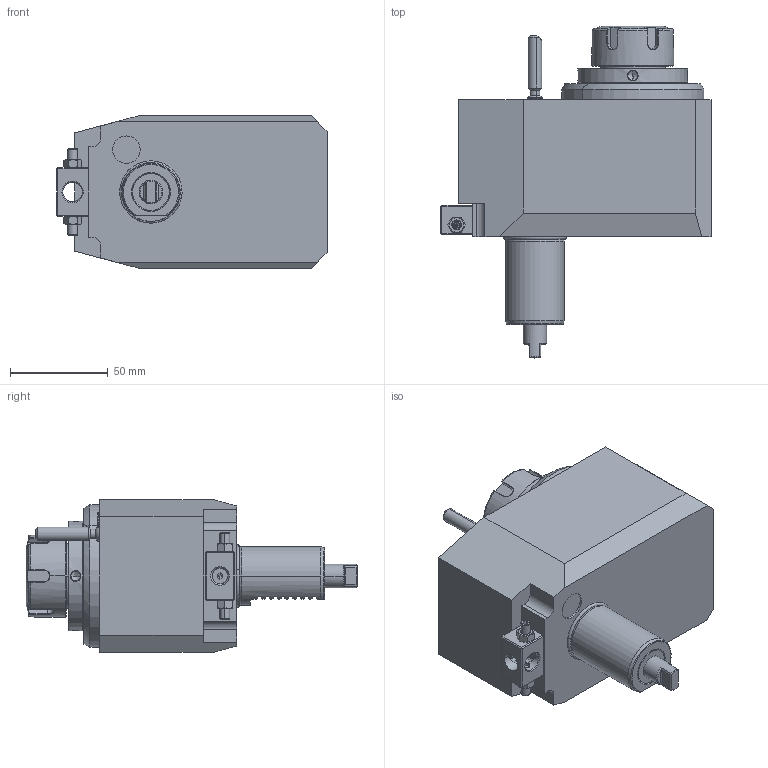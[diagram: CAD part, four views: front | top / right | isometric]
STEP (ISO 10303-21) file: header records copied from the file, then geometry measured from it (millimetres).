
FILE_DESCRIPTION((''),'2;1');
FILE_NAME('NGT1_30_321_25_1_1_50_1_2','2020-01-24T',('vali'),('NOVA GRUP'),'PRO/ENGINEER BY PARAMETRIC TECHNOLOGY CORPORATION, 2010280','PRO/ENGINEER BY PARAMETRIC TECHNOLOGY CORPORATION, 2010280','');
FILE_SCHEMA(('CONFIG_CONTROL_DESIGN'));
Length unit declared in the file: millimetre
Products named in the file (1): NGT1_30_321_25_1_1_50_1_2
Bounding box: 138 x 169.6 x 78 mm (x, y, z)
Volume: 781054.5 mm3; surface area: 64050.4 mm2
Topology: 1 solids, 1 shells, 380 faces, 935 edges, 561 vertices
Faces by surface type: plane 161, cylinder 93, cone 59, bspline 52, torus 13, sphere 2
Entity records: 16201 total; most frequent: CARTESIAN_POINT 7866, ORIENTED_EDGE 1830, DIRECTION 1505, EDGE_CURVE 915, VERTEX_POINT 561, AXIS2_PLACEMENT_3D 518, VECTOR 469, LINE 469
